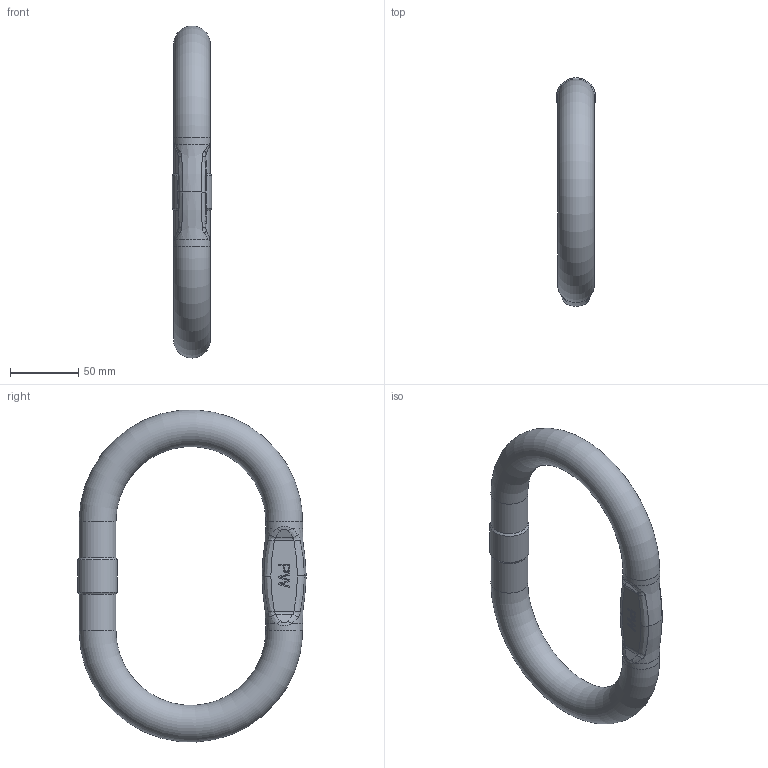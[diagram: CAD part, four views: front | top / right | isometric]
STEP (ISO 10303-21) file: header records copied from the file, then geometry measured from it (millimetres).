
FILE_DESCRIPTION(/* description */ (''),/* implementation_level */ '2;1');
FILE_NAME(/* name */ 'MWP 26 Kundenmodell.stp',/* time_stamp */ '2022-08-25T16:46:26+02:00',/* author */ (''),/* organization */ (''),/* preprocessor_version */ 'ST-DEVELOPER v16',/* originating_system */ 'SIEMENS PLM Software NX 11.0',/* authorisation */ '');
FILE_SCHEMA (('AUTOMOTIVE_DESIGN { 1 0 10303 214 3 1 1 1 }'));
Length unit declared in the file: millimetre
Products named in the file (1): baf06442CD45tow
Bounding box: 29 x 167.7 x 243.76 mm (x, y, z)
Volume: 339139.2 mm3; surface area: 50699.3 mm2
Topology: 1 solids, 1 shells, 175 faces, 457 edges, 294 vertices
Faces by surface type: plane 93, extrusion 36, bspline 33, cylinder 9, torus 2, cone 2
Full cylindrical faces by diameter (mm): 27 x4, 29 x1
Entity records: 7748 total; most frequent: CARTESIAN_POINT 4058, ORIENTED_EDGE 884, DIRECTION 494, EDGE_CURVE 442, VERTEX_POINT 288, B_SPLINE_CURVE_WITH_KNOTS 266, VECTOR 216, EDGE_LOOP 196
